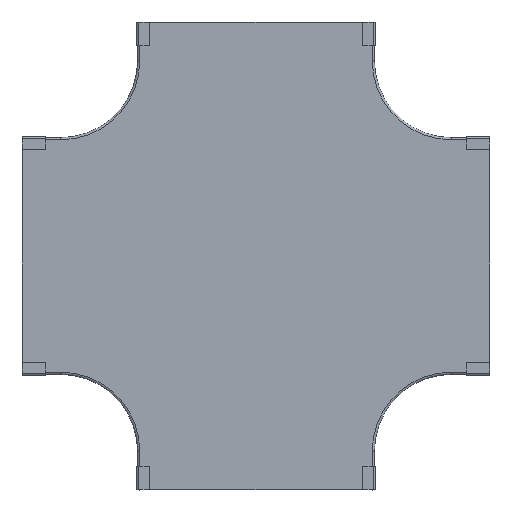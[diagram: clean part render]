
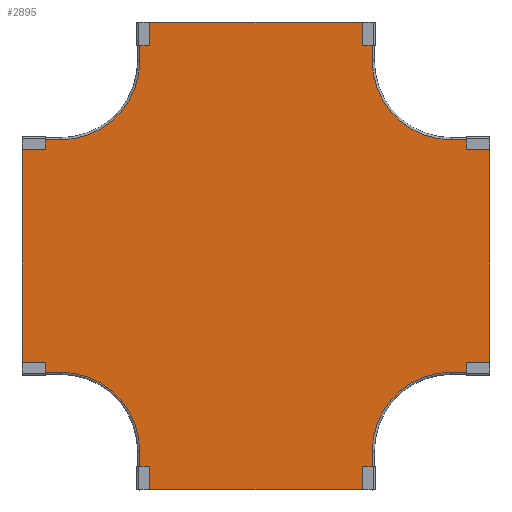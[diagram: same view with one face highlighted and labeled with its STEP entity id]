
A CAD part, top view. The second image highlights one B-rep face of the part: STEP entity #2895.
In plain terms, the highlighted planar face has unit normal (0, 0, 1).
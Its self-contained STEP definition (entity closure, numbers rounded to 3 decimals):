
#134=CIRCLE('',#3105,102.);
#149=CIRCLE('',#3141,102.);
#165=CIRCLE('',#3172,102.);
#178=CIRCLE('',#3197,102.);
#401=FACE_OUTER_BOUND('',#563,.T.);
#563=EDGE_LOOP('',(#2628,#2629,#2630,#2631,#2632,#2633,#2634,#2635,#2636,
#2637,#2638,#2639,#2640,#2641,#2642,#2643));
#753=LINE('',#4656,#1033);
#755=LINE('',#4668,#1035);
#789=LINE('',#4753,#1069);
#792=LINE('',#4766,#1072);
#793=LINE('',#4774,#1073);
#796=LINE('',#4793,#1076);
#801=LINE('',#4807,#1081);
#811=LINE('',#4831,#1091);
#838=LINE('',#4916,#1118);
#839=LINE('',#4924,#1119);
#840=LINE('',#4926,#1120);
#843=LINE('',#4931,#1123);
#1033=VECTOR('',#3787,1.);
#1035=VECTOR('',#3801,1.);
#1069=VECTOR('',#3883,1.);
#1072=VECTOR('',#3900,1.);
#1073=VECTOR('',#3911,1.);
#1076=VECTOR('',#3932,1.);
#1081=VECTOR('',#3943,1.);
#1091=VECTOR('',#3965,1.);
#1118=VECTOR('',#4058,1.);
#1119=VECTOR('',#4069,1.);
#1120=VECTOR('',#4072,1.);
#1123=VECTOR('',#4079,1.);
#1308=VERTEX_POINT('',#4649);
#1311=VERTEX_POINT('',#4654);
#1312=VERTEX_POINT('',#4658);
#1314=VERTEX_POINT('',#4664);
#1342=VERTEX_POINT('',#4752);
#1345=VERTEX_POINT('',#4765);
#1346=VERTEX_POINT('',#4769);
#1347=VERTEX_POINT('',#4773);
#1354=VERTEX_POINT('',#4792);
#1358=VERTEX_POINT('',#4803);
#1360=VERTEX_POINT('',#4806);
#1368=VERTEX_POINT('',#4830);
#1392=VERTEX_POINT('',#4912);
#1393=VERTEX_POINT('',#4914);
#1394=VERTEX_POINT('',#4918);
#1395=VERTEX_POINT('',#4922);
#1673=EDGE_CURVE('',#1308,#1311,#753,.T.);
#1676=EDGE_CURVE('',#1308,#1312,#134,.T.);
#1679=EDGE_CURVE('',#1314,#1312,#755,.T.);
#1721=EDGE_CURVE('',#1342,#1314,#789,.T.);
#1728=EDGE_CURVE('',#1342,#1345,#792,.T.);
#1730=EDGE_CURVE('',#1346,#1345,#149,.T.);
#1732=EDGE_CURVE('',#1346,#1347,#793,.T.);
#1741=EDGE_CURVE('',#1347,#1354,#796,.T.);
#1748=EDGE_CURVE('',#1360,#1358,#801,.T.);
#1760=EDGE_CURVE('',#1368,#1354,#811,.T.);
#1771=EDGE_CURVE('',#1368,#1358,#165,.T.);
#1803=EDGE_CURVE('',#1393,#1392,#838,.T.);
#1805=EDGE_CURVE('',#1393,#1394,#178,.T.);
#1807=EDGE_CURVE('',#1395,#1394,#839,.T.);
#1808=EDGE_CURVE('',#1360,#1395,#840,.T.);
#1811=EDGE_CURVE('',#1392,#1311,#843,.T.);
#2628=ORIENTED_EDGE('',*,*,#1811,.F.);
#2629=ORIENTED_EDGE('',*,*,#1803,.F.);
#2630=ORIENTED_EDGE('',*,*,#1805,.T.);
#2631=ORIENTED_EDGE('',*,*,#1807,.F.);
#2632=ORIENTED_EDGE('',*,*,#1808,.F.);
#2633=ORIENTED_EDGE('',*,*,#1748,.T.);
#2634=ORIENTED_EDGE('',*,*,#1771,.F.);
#2635=ORIENTED_EDGE('',*,*,#1760,.T.);
#2636=ORIENTED_EDGE('',*,*,#1741,.F.);
#2637=ORIENTED_EDGE('',*,*,#1732,.F.);
#2638=ORIENTED_EDGE('',*,*,#1730,.T.);
#2639=ORIENTED_EDGE('',*,*,#1728,.F.);
#2640=ORIENTED_EDGE('',*,*,#1721,.T.);
#2641=ORIENTED_EDGE('',*,*,#1679,.T.);
#2642=ORIENTED_EDGE('',*,*,#1676,.F.);
#2643=ORIENTED_EDGE('',*,*,#1673,.T.);
#2733=PLANE('',#3203);
#2895=ADVANCED_FACE('',(#401),#2733,.T.);
#3105=AXIS2_PLACEMENT_3D('',#4662,#3794,#3795);
#3141=AXIS2_PLACEMENT_3D('',#4770,#3905,#3906);
#3172=AXIS2_PLACEMENT_3D('',#4851,#3992,#3993);
#3197=AXIS2_PLACEMENT_3D('',#4920,#4063,#4064);
#3203=AXIS2_PLACEMENT_3D('',#4932,#4080,#4081);
#3787=DIRECTION('',(-1.,0.,0.));
#3794=DIRECTION('center_axis',(0.,0.,
1.));
#3795=DIRECTION('ref_axis',(0.,-1.,0.));
#3801=DIRECTION('',(0.,-1.,0.));
#3883=DIRECTION('',(-1.,0.,0.));
#3900=DIRECTION('',(0.,-1.,0.));
#3905=DIRECTION('center_axis',(0.,0.,
-1.));
#3906=DIRECTION('ref_axis',(0.,-1.,0.));
#3911=DIRECTION('',(1.,0.,0.));
#3932=DIRECTION('',(0.,-1.,0.));
#3943=DIRECTION('',(0.,1.,0.));
#3965=DIRECTION('',(1.,0.,0.));
#3992=DIRECTION('center_axis',(0.,0.,
1.));
#3993=DIRECTION('ref_axis',(0.,1.,0.));
#4058=DIRECTION('',(-1.,0.,0.));
#4063=DIRECTION('center_axis',(0.,0.,
-1.));
#4064=DIRECTION('ref_axis',(0.,1.,0.));
#4069=DIRECTION('',(0.,1.,0.));
#4072=DIRECTION('',(-1.,0.,0.));
#4079=DIRECTION('',(0.,1.,0.));
#4080=DIRECTION('center_axis',(0.,0.,1.));
#4081=DIRECTION('ref_axis',(1.,0.,0.));
#4649=CARTESIAN_POINT('',(56.28,307.452,18.501));
#4654=CARTESIAN_POINT('',(6.98,307.452,18.501));
#4656=CARTESIAN_POINT('',(56.28,307.452,18.501));
#4658=CARTESIAN_POINT('',(158.28,409.452,18.501));
#4662=CARTESIAN_POINT('Origin',(56.28,409.452,18.501));
#4664=CARTESIAN_POINT('',(158.28,458.752,18.501));
#4668=CARTESIAN_POINT('',(158.28,458.752,18.501));
#4752=CARTESIAN_POINT('',(456.678,458.752,18.501));
#4753=CARTESIAN_POINT('',(357.479,458.752,18.501));
#4765=CARTESIAN_POINT('',(456.678,409.452,18.501));
#4766=CARTESIAN_POINT('',(456.678,458.752,18.501));
#4769=CARTESIAN_POINT('',(558.678,307.452,18.501));
#4770=CARTESIAN_POINT('Origin',(558.678,409.452,18.501));
#4773=CARTESIAN_POINT('',(607.978,307.452,18.501));
#4774=CARTESIAN_POINT('',(558.678,307.452,18.501));
#4792=CARTESIAN_POINT('',(607.978,9.054,18.501));
#4793=CARTESIAN_POINT('',(607.978,58.253,18.501));
#4803=CARTESIAN_POINT('',(456.678,-92.946,18.501));
#4806=CARTESIAN_POINT('',(456.678,-142.246,18.501));
#4807=CARTESIAN_POINT('',(456.678,-142.246,18.501));
#4830=CARTESIAN_POINT('',(558.678,9.054,18.501));
#4831=CARTESIAN_POINT('',(558.678,9.054,18.501));
#4851=CARTESIAN_POINT('Origin',(558.678,-92.946,18.501));
#4912=CARTESIAN_POINT('',(6.98,9.054,18.501));
#4914=CARTESIAN_POINT('',(56.28,9.054,18.501));
#4916=CARTESIAN_POINT('',(56.28,9.054,18.501));
#4918=CARTESIAN_POINT('',(158.28,-92.946,18.501));
#4920=CARTESIAN_POINT('Origin',(56.28,-92.946,18.501));
#4922=CARTESIAN_POINT('',(158.28,-142.246,18.501));
#4924=CARTESIAN_POINT('',(158.28,-142.246,18.501));
#4926=CARTESIAN_POINT('',(207.479,-142.246,18.501));
#4931=CARTESIAN_POINT('',(6.98,258.253,18.501));
#4932=CARTESIAN_POINT('Origin',(158.28,-142.246,18.501));
